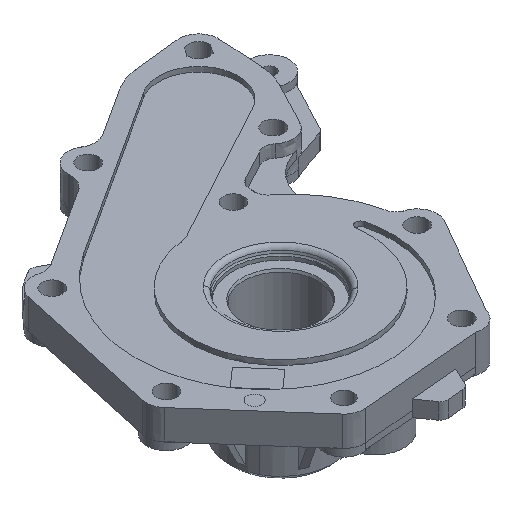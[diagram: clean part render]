
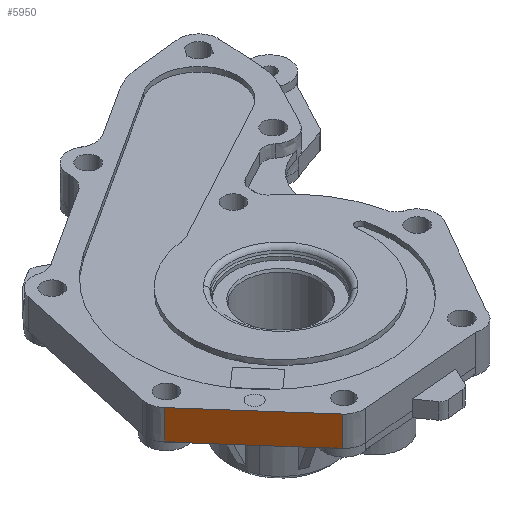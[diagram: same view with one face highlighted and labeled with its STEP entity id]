
A CAD part, isometric view. The second image highlights one B-rep face of the part: STEP entity #5950.
In plain terms, the highlighted face is a extrusion surface.
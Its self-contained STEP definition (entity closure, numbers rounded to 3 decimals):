
#211=CARTESIAN_POINT('Vertex',(-65.501,-18.79,0.)) ;
#215=CARTESIAN_POINT('Control Point',(-32.001,-56.79,0.)) ;
#216=CARTESIAN_POINT('Control Point',(-38.701,-49.19,0.)) ;
#217=CARTESIAN_POINT('Control Point',(-45.401,-41.59,0.)) ;
#218=CARTESIAN_POINT('Control Point',(-52.101,-33.99,0.)) ;
#219=CARTESIAN_POINT('Control Point',(-58.801,-26.39,0.)) ;
#220=CARTESIAN_POINT('Control Point',(-65.501,-18.79,0.)) ;
#221=CARTESIAN_POINT('Vertex',(-32.001,-56.79,0.)) ;
#5033=CARTESIAN_POINT('Vertex',(-32.001,-56.79,-12.)) ;
#5037=CARTESIAN_POINT('Control Point',(-32.001,-56.79,-12.)) ;
#5038=CARTESIAN_POINT('Control Point',(-38.701,-49.19,-12.)) ;
#5039=CARTESIAN_POINT('Control Point',(-45.401,-41.59,-12.)) ;
#5040=CARTESIAN_POINT('Control Point',(-52.101,-33.99,-12.)) ;
#5041=CARTESIAN_POINT('Control Point',(-58.801,-26.39,-12.)) ;
#5042=CARTESIAN_POINT('Control Point',(-65.501,-18.79,-12.)) ;
#5043=CARTESIAN_POINT('Vertex',(-65.5,-18.791,-12.)) ;
#5898=CARTESIAN_POINT('Line Origine',(-32.001,-56.79,-6.)) ;
#5919=CARTESIAN_POINT('Control Point',(-32.001,-56.79,0.)) ;
#5920=CARTESIAN_POINT('Control Point',(-38.701,-49.19,0.)) ;
#5921=CARTESIAN_POINT('Control Point',(-45.401,-41.59,0.)) ;
#5922=CARTESIAN_POINT('Control Point',(-52.101,-33.99,0.)) ;
#5923=CARTESIAN_POINT('Control Point',(-58.801,-26.39,0.)) ;
#5924=CARTESIAN_POINT('Control Point',(-65.501,-18.79,0.)) ;
#5928=CARTESIAN_POINT('Line Origine',(-65.501,-18.79,-6.)) ;
#5932=CARTESIAN_POINT('Vertex',(-65.501,-18.79,-12.)) ;
#5936=CARTESIAN_POINT('Control Point',(-65.5,-18.791,-12.)) ;
#5937=CARTESIAN_POINT('Control Point',(-65.5,-18.791,-12.)) ;
#5938=CARTESIAN_POINT('Control Point',(-65.5,-18.791,-12.)) ;
#5939=CARTESIAN_POINT('Control Point',(-65.501,-18.791,-12.)) ;
#5940=CARTESIAN_POINT('Control Point',(-65.501,-18.791,-12.)) ;
#5941=CARTESIAN_POINT('Control Point',(-65.501,-18.79,-12.)) ;
#5899=DIRECTION('Vector Direction',(0.,0.,-1.)) ;
#5925=DIRECTION('Vector Direction',(0.,0.,-1.)) ;
#5929=DIRECTION('Vector Direction',(0.,0.,-1.)) ;
#5944=ORIENTED_EDGE('',*,*,#223,.T.) ;
#5945=ORIENTED_EDGE('',*,*,#5934,.T.) ;
#5946=ORIENTED_EDGE('',*,*,#5942,.F.) ;
#5947=ORIENTED_EDGE('',*,*,#5045,.F.) ;
#5948=ORIENTED_EDGE('',*,*,#5902,.F.) ;
#5900=VECTOR('Line Direction',#5899,1.) ;
#5926=VECTOR('Extrusion Surface Vector',#5925,1.) ;
#5930=VECTOR('Line Direction',#5929,1.) ;
#5950=ADVANCED_FACE('Corps principal ( *SOL1055 )',(#5949),#5927,.T.) ;
#214=B_SPLINE_CURVE_WITH_KNOTS('',5,(#215,#216,#217,#218,#219,#220),.UNSPECIFIED.,.F.,.U.,(6,6),(0.,50.658),.UNSPECIFIED.) ;
#5036=B_SPLINE_CURVE_WITH_KNOTS('',5,(#5037,#5038,#5039,#5040,#5041,#5042),.UNSPECIFIED.,.F.,.U.,(6,6),(0.,50.658),.UNSPECIFIED.) ;
#5918=B_SPLINE_CURVE_WITH_KNOTS('',5,(#5919,#5920,#5921,#5922,#5923,#5924),.UNSPECIFIED.,.F.,.U.,(6,6),(0.,50.658),.UNSPECIFIED.) ;
#5935=B_SPLINE_CURVE_WITH_KNOTS('',5,(#5936,#5937,#5938,#5939,#5940,#5941),.UNSPECIFIED.,.F.,.U.,(6,6),(165.92,165.921),.UNSPECIFIED.) ;
#223=EDGE_CURVE('',#222,#212,#214,.T.) ;
#5045=EDGE_CURVE('',#5034,#5044,#5036,.T.) ;
#5902=EDGE_CURVE('',#222,#5034,#5901,.T.) ;
#5934=EDGE_CURVE('',#212,#5933,#5931,.T.) ;
#5942=EDGE_CURVE('',#5044,#5933,#5935,.T.) ;
#5943=EDGE_LOOP('',(#5944,#5945,#5946,#5947,#5948)) ;
#5949=FACE_OUTER_BOUND('',#5943,.T.) ;
#5901=LINE('Line',#5898,#5900) ;
#5931=LINE('Line',#5928,#5930) ;
#5927=SURFACE_OF_LINEAR_EXTRUSION('generated tabulated cylinder',#5918,#5926) ;
#212=VERTEX_POINT('',#211) ;
#222=VERTEX_POINT('',#221) ;
#5034=VERTEX_POINT('',#5033) ;
#5044=VERTEX_POINT('',#5043) ;
#5933=VERTEX_POINT('',#5932) ;
